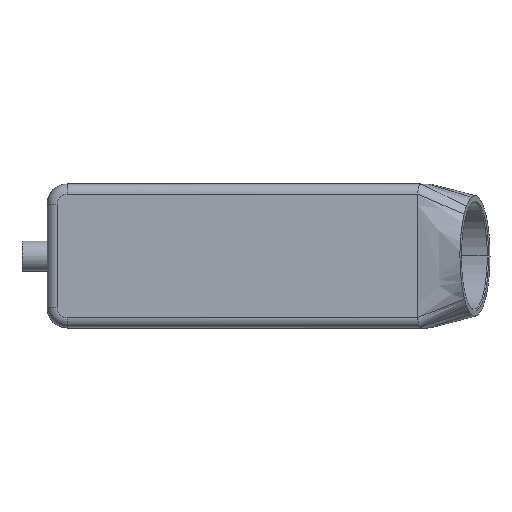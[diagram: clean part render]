
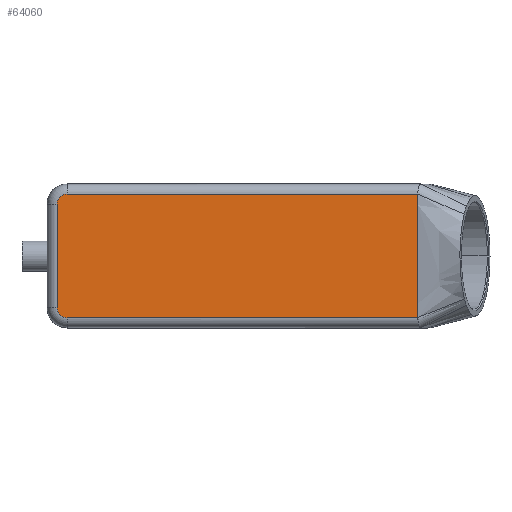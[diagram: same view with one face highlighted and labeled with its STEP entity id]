
A CAD part, top view. The second image highlights one B-rep face of the part: STEP entity #64060.
In plain terms, the highlighted planar face has unit normal (0, 0, 1).
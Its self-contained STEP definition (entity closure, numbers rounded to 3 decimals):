
#35860=CARTESIAN_POINT('',(-54.,18.5,63.));
#35870=DIRECTION('',(1.,0.,0.));
#35880=VECTOR('',#35870,105.);
#35890=LINE('',#35860,#35880);
#35900=CARTESIAN_POINT('',(-54.,18.5,63.));
#35910=VERTEX_POINT('',#35900);
#35920=CARTESIAN_POINT('',(51.,18.5,63.));
#35930=VERTEX_POINT('',#35920);
#35940=EDGE_CURVE('',#35910,#35930,#35890,.T.);
#36370=CARTESIAN_POINT('',(-57.,15.5,63.));
#36380=VERTEX_POINT('',#36370);
#36410=CARTESIAN_POINT('',(-57.,-15.5,63.));
#36420=DIRECTION('',(0.,1.,0.));
#36430=VECTOR('',#36420,31.);
#36440=LINE('',#36410,#36430);
#36450=CARTESIAN_POINT('',(-57.,-15.5,63.));
#36460=VERTEX_POINT('',#36450);
#36470=EDGE_CURVE('',#36460,#36380,#36440,.T.);
#36640=CARTESIAN_POINT('',(51.,-18.5,63.));
#36650=DIRECTION('',(-1.,0.,0.));
#36660=VECTOR('',#36650,105.);
#36670=LINE('',#36640,#36660);
#36680=CARTESIAN_POINT('',(51.,-18.5,63.));
#36690=VERTEX_POINT('',#36680);
#36700=CARTESIAN_POINT('',(-54.,-18.5,63.));
#36710=VERTEX_POINT('',#36700);
#36720=EDGE_CURVE('',#36690,#36710,#36670,.T.);
#55270=CARTESIAN_POINT('',(51.,-18.5,63.));
#55280=DIRECTION('',(0.,1.,0.));
#55290=VECTOR('',#55280,4.21);
#55300=LINE('',#55270,#55290);
#55310=CARTESIAN_POINT('',(51.,-14.29,63.));
#55320=VERTEX_POINT('',#55310);
#55330=EDGE_CURVE('',#36690,#55320,#55300,.T.);
#55350=CARTESIAN_POINT('',(51.,-14.29,63.));
#55360=DIRECTION('',(0.,1.,0.));
#55370=VECTOR('',#55360,29.445);
#55380=LINE('',#55350,#55370);
#55390=CARTESIAN_POINT('',(51.,15.155,63.));
#55400=VERTEX_POINT('',#55390);
#55410=EDGE_CURVE('',#55320,#55400,#55380,.T.);
#55430=CARTESIAN_POINT('',(51.,15.155,63.));
#55440=DIRECTION('',(0.,1.,0.));
#55450=VECTOR('',#55440,3.345);
#55460=LINE('',#55430,#55450);
#55470=EDGE_CURVE('',#55400,#35930,#55460,.T.);
#63120=CARTESIAN_POINT('',(-54.,-15.5,63.));
#63130=DIRECTION('',(0.,0.,-1.));
#63140=DIRECTION('',(-0.707,-0.707,
0.));
#63150=AXIS2_PLACEMENT_3D('',#63120,#63130,#63140);
#63160=CIRCLE('',#63150,3.);
#63170=EDGE_CURVE('',#36710,#36460,#63160,.T.);
#63610=CARTESIAN_POINT('',(-54.,15.5,63.));
#63620=DIRECTION('',(0.,0.,-1.));
#63630=DIRECTION('',(-0.707,0.707,
0.));
#63640=AXIS2_PLACEMENT_3D('',#63610,#63620,#63630);
#63650=CIRCLE('',#63640,3.);
#63660=EDGE_CURVE('',#36380,#35910,#63650,.T.);
#63910=CARTESIAN_POINT('',(51.,0.,63.));
#63920=DIRECTION('',(0.,0.,1.));
#63930=DIRECTION('',(1.,0.,0.));
#63940=AXIS2_PLACEMENT_3D('',#63910,#63920,#63930);
#63950=PLANE('',#63940);
#63960=ORIENTED_EDGE('',*,*,#55470,.T.);
#63970=ORIENTED_EDGE('',*,*,#55410,.T.);
#63980=ORIENTED_EDGE('',*,*,#55330,.T.);
#63990=ORIENTED_EDGE('',*,*,#36720,.F.);
#64000=ORIENTED_EDGE('',*,*,#63170,.F.);
#64010=ORIENTED_EDGE('',*,*,#36470,.F.);
#64020=ORIENTED_EDGE('',*,*,#63660,.F.);
#64030=ORIENTED_EDGE('',*,*,#35940,.F.);
#64040=EDGE_LOOP('',(#64030,#64020,#64010,#64000,#63990,#63980,#63970,
#63960));
#64050=FACE_OUTER_BOUND('',#64040,.T.);
#64060=ADVANCED_FACE('',(#64050),#63950,.T.);
